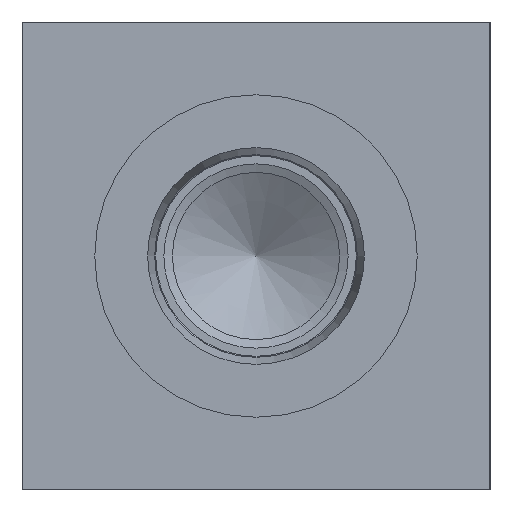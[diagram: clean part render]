
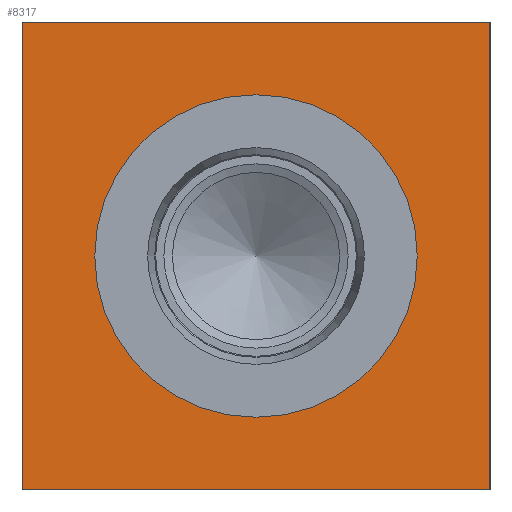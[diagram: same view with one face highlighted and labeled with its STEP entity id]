
A CAD part, left-side view. The second image highlights one B-rep face of the part: STEP entity #8317.
In plain terms, the highlighted planar face has unit normal (-1, 0, 0).
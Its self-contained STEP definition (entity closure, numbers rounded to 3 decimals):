
#261=CIRCLE('',#8803,15.316);
#262=CIRCLE('',#8804,15.316);
#320=FACE_BOUND('',#1458,.T.);
#554=PLANE('',#8817);
#981=FACE_OUTER_BOUND('',#1457,.T.);
#1457=EDGE_LOOP('',(#7420,#7421,#7422,#7423));
#1458=EDGE_LOOP('',(#7424,#7425));
#1755=LINE('',#12989,#2502);
#2213=LINE('',#14428,#2960);
#2214=LINE('',#14429,#2961);
#2215=LINE('',#14430,#2962);
#2502=VECTOR('',#9240,10.);
#2960=VECTOR('',#10526,10.);
#2961=VECTOR('',#10527,10.);
#2962=VECTOR('',#10528,10.);
#3536=VERTEX_POINT('',#12982);
#3539=VERTEX_POINT('',#12987);
#3967=VERTEX_POINT('',#14397);
#3968=VERTEX_POINT('',#14398);
#3977=VERTEX_POINT('',#14426);
#3978=VERTEX_POINT('',#14427);
#4482=EDGE_CURVE('',#3539,#3536,#1755,.T.);
#5119=EDGE_CURVE('',#3967,#3968,#261,.T.);
#5120=EDGE_CURVE('',#3968,#3967,#262,.T.);
#5133=EDGE_CURVE('',#3977,#3978,#2213,.T.);
#5134=EDGE_CURVE('',#3978,#3536,#2214,.T.);
#5135=EDGE_CURVE('',#3977,#3539,#2215,.T.);
#7420=ORIENTED_EDGE('',*,*,#5133,.T.);
#7421=ORIENTED_EDGE('',*,*,#5134,.T.);
#7422=ORIENTED_EDGE('',*,*,#4482,.F.);
#7423=ORIENTED_EDGE('',*,*,#5135,.F.);
#7424=ORIENTED_EDGE('',*,*,#5119,.T.);
#7425=ORIENTED_EDGE('',*,*,#5120,.T.);
#8317=ADVANCED_FACE('',(#981,#320),#554,.T.);
#8803=AXIS2_PLACEMENT_3D('',#14399,#10492,#10493);
#8804=AXIS2_PLACEMENT_3D('',#14400,#10494,#10495);
#8817=AXIS2_PLACEMENT_3D('',#14425,#10524,#10525);
#9240=DIRECTION('',(0.,-1.,0.));
#10492=DIRECTION('center_axis',(1.,0.,0.));
#10493=DIRECTION('ref_axis',(0.,0.,1.));
#10494=DIRECTION('center_axis',(1.,0.,0.));
#10495=DIRECTION('ref_axis',(0.,0.,1.));
#10524=DIRECTION('center_axis',(-1.,0.,0.));
#10525=DIRECTION('ref_axis',(0.,-1.,0.));
#10526=DIRECTION('',(0.,-1.,0.));
#10527=DIRECTION('',(0.,0.,1.));
#10528=DIRECTION('',(0.,0.,1.));
#12982=CARTESIAN_POINT('',(0.,0.,44.45));
#12987=CARTESIAN_POINT('',(0.,44.45,44.45));
#12989=CARTESIAN_POINT('',(0.,44.45,44.45));
#14397=CARTESIAN_POINT('',(0.,22.225,37.541));
#14398=CARTESIAN_POINT('',(0.,22.225,6.909));
#14399=CARTESIAN_POINT('Origin',(0.,22.225,22.225));
#14400=CARTESIAN_POINT('Origin',(0.,22.225,22.225));
#14425=CARTESIAN_POINT('Origin',(0.,44.45,0.));
#14426=CARTESIAN_POINT('',(0.,44.45,0.));
#14427=CARTESIAN_POINT('',(0.,0.,0.));
#14428=CARTESIAN_POINT('',(0.,44.45,0.));
#14429=CARTESIAN_POINT('',(0.,0.,0.));
#14430=CARTESIAN_POINT('',(0.,44.45,0.));
